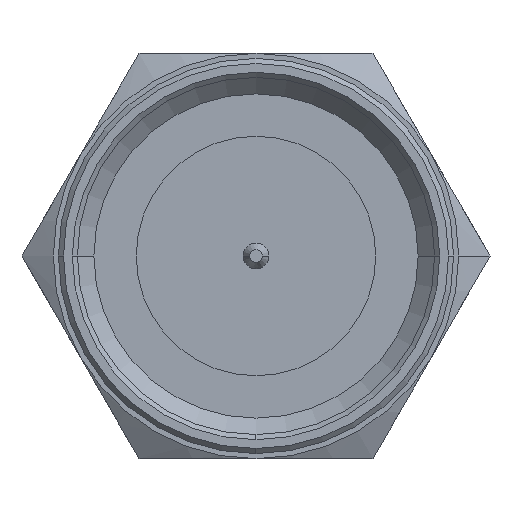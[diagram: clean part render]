
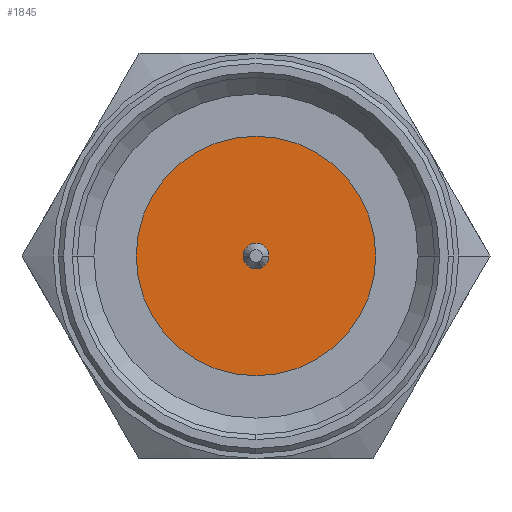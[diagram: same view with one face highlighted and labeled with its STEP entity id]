
A CAD part, left-side view. The second image highlights one B-rep face of the part: STEP entity #1845.
In plain terms, the highlighted planar face has unit normal (-1, 0, 0).
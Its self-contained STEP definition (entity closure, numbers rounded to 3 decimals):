
#47 = CARTESIAN_POINT ( 'NONE',  ( 2.35, 2.365, 0. ) ) ;
#63 = CARTESIAN_POINT ( 'NONE',  ( 2.35, 0., 0. ) ) ;
#105 = VERTEX_POINT ( 'NONE', #2185 ) ;
#227 = FACE_OUTER_BOUND ( 'NONE', #761, .T. ) ;
#290 = DIRECTION ( 'NONE',  ( 1., 0., 0. ) ) ;
#324 = VERTEX_POINT ( 'NONE', #2042 ) ;
#361 = DIRECTION ( 'NONE',  ( -1., 0., 0. ) ) ;
#455 = DIRECTION ( 'NONE',  ( -1., 0., 0. ) ) ;
#475 = AXIS2_PLACEMENT_3D ( 'NONE', #2125, #361, #569 ) ;
#491 = ORIENTED_EDGE ( 'NONE', *, *, #693, .F. ) ;
#561 = ORIENTED_EDGE ( 'NONE', *, *, #921, .F. ) ;
#569 = DIRECTION ( 'NONE',  ( 0., 1., 0. ) ) ;
#610 = CARTESIAN_POINT ( 'NONE',  ( 2.35, 0., 0. ) ) ;
#693 = EDGE_CURVE ( 'NONE', #1392, #324, #1572, .T. ) ;
#761 = EDGE_LOOP ( 'NONE', ( #1010, #1745 ) ) ;
#921 = EDGE_CURVE ( 'NONE', #324, #1392, #1492, .T. ) ;
#1010 = ORIENTED_EDGE ( 'NONE', *, *, #2053, .T. ) ;
#1065 = CARTESIAN_POINT ( 'NONE',  ( 2.35, 0., 0. ) ) ;
#1126 = AXIS2_PLACEMENT_3D ( 'NONE', #1251, #290, #1648 ) ;
#1129 = DIRECTION ( 'NONE',  ( -1., 0., 0. ) ) ;
#1178 = FACE_BOUND ( 'NONE', #1669, .T. ) ;
#1251 = CARTESIAN_POINT ( 'NONE',  ( 2.35, 0., 0. ) ) ;
#1383 = DIRECTION ( 'NONE',  ( 0., 0., 1. ) ) ;
#1392 = VERTEX_POINT ( 'NONE', #1554 ) ;
#1470 = DIRECTION ( 'NONE',  ( 0., 1., 0. ) ) ;
#1492 = CIRCLE ( 'NONE', #475, 0.255 ) ;
#1554 = CARTESIAN_POINT ( 'NONE',  ( 2.35, -0.255, 0. ) ) ;
#1572 = CIRCLE ( 'NONE', #2535, 0.255 ) ;
#1589 = PLANE ( 'NONE',  #2123 ) ;
#1648 = DIRECTION ( 'NONE',  ( 0., 1., 0. ) ) ;
#1669 = EDGE_LOOP ( 'NONE', ( #491, #561 ) ) ;
#1745 = ORIENTED_EDGE ( 'NONE', *, *, #2006, .F. ) ;
#1809 = VERTEX_POINT ( 'NONE', #47 ) ;
#1845 = ADVANCED_FACE ( 'NONE', ( #1178, #227 ), #1589, .T. ) ;
#1859 = CIRCLE ( 'NONE', #2406, 2.365 ) ;
#1998 = CIRCLE ( 'NONE', #1126, 2.365 ) ;
#2006 = EDGE_CURVE ( 'NONE', #1809, #105, #1998, .T. ) ;
#2042 = CARTESIAN_POINT ( 'NONE',  ( 2.35, 0.255, 0. ) ) ;
#2053 = EDGE_CURVE ( 'NONE', #1809, #105, #1859, .T. ) ;
#2123 = AXIS2_PLACEMENT_3D ( 'NONE', #610, #455, #1383 ) ;
#2125 = CARTESIAN_POINT ( 'NONE',  ( 2.35, 0., 0. ) ) ;
#2131 = DIRECTION ( 'NONE',  ( 0., -1., 0. ) ) ;
#2185 = CARTESIAN_POINT ( 'NONE',  ( 2.35, -2.365, 0. ) ) ;
#2255 = DIRECTION ( 'NONE',  ( -1., 0., 0. ) ) ;
#2406 = AXIS2_PLACEMENT_3D ( 'NONE', #63, #2255, #1470 ) ;
#2535 = AXIS2_PLACEMENT_3D ( 'NONE', #1065, #1129, #2131 ) ;
